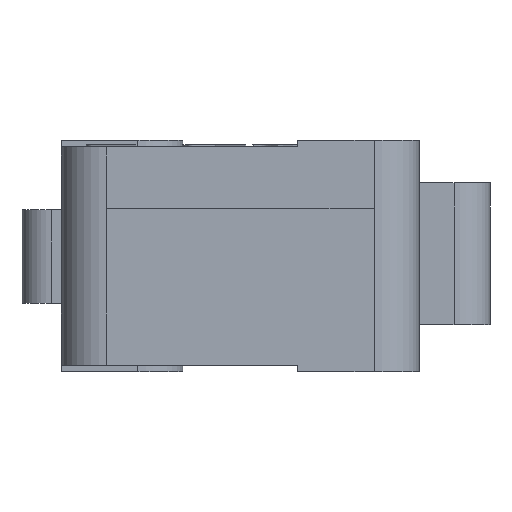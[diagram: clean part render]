
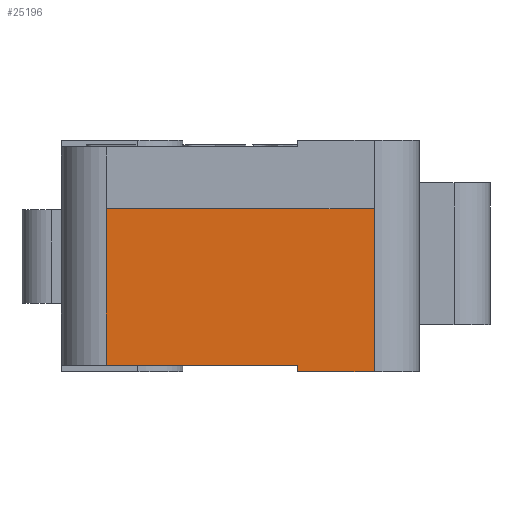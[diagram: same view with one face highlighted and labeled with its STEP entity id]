
A CAD part, left-side view. The second image highlights one B-rep face of the part: STEP entity #25196.
In plain terms, the highlighted planar face has unit normal (-1, 0, 0).
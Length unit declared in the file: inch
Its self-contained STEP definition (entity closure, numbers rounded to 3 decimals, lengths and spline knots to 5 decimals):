
#15367=CARTESIAN_POINT('',(-1.1378,0.25295,0.28543));
#15368=VERTEX_POINT('',#15367);
#15393=CARTESIAN_POINT('',(-1.1378,0.25295,0.01181));
#15394=VERTEX_POINT('',#15393);
#15402=CARTESIAN_POINT('',(-1.1378,0.25295,0.01181));
#15403=DIRECTION('',(0.0,0.0,1.0));
#15404=VECTOR('',#15403,0.27362);
#15405=LINE('',#15402,#15404);
#15406=EDGE_CURVE('',#15394,#15368,#15405,.T.);
#15445=CARTESIAN_POINT('',(-1.1378,-0.21555,0.28543));
#15446=VERTEX_POINT('',#15445);
#15447=CARTESIAN_POINT('',(-1.1378,-0.21555,0.28543));
#15448=DIRECTION('',(0.0,1.0,0.0));
#15449=VECTOR('',#15448,0.4685);
#15450=LINE('',#15447,#15449);
#15451=EDGE_CURVE('',#15446,#15368,#15450,.T.);
#15538=CARTESIAN_POINT('',(-1.1378,-0.21555,0.0));
#15539=VERTEX_POINT('',#15538);
#15540=CARTESIAN_POINT('',(-1.1378,-0.21555,0.0));
#15541=DIRECTION('',(0.0,0.0,1.0));
#15542=VECTOR('',#15541,0.28543);
#15543=LINE('',#15540,#15542);
#15544=EDGE_CURVE('',#15539,#15446,#15543,.T.);
#24820=CARTESIAN_POINT('',(-1.1378,-0.08169,0.01181));
#24821=VERTEX_POINT('',#24820);
#24829=CARTESIAN_POINT('',(-1.1378,-0.08169,0.0));
#24830=VERTEX_POINT('',#24829);
#24837=CARTESIAN_POINT('',(-1.1378,-0.08169,0.01181));
#24838=DIRECTION('',(0.0,0.0,-1.0));
#24839=VECTOR('',#24838,0.01181);
#24840=LINE('',#24837,#24839);
#24841=EDGE_CURVE('',#24821,#24830,#24840,.T.);
#24877=CARTESIAN_POINT('',(-1.1378,0.25295,0.01181));
#24878=DIRECTION('',(0.0,-1.0,0.0));
#24879=VECTOR('',#24878,0.33465);
#24880=LINE('',#24877,#24879);
#24881=EDGE_CURVE('',#15394,#24821,#24880,.T.);
#24928=CARTESIAN_POINT('',(-1.1378,-0.21555,0.0));
#24929=DIRECTION('',(0.0,1.0,0.0));
#24930=VECTOR('',#24929,0.13386);
#24931=LINE('',#24928,#24930);
#24932=EDGE_CURVE('',#15539,#24830,#24931,.T.);
#25183=CARTESIAN_POINT('',(-1.1378,-0.23898,-0.01427));
#25184=DIRECTION('',(-1.0,0.0,0.0));
#25185=DIRECTION('',(0.0,0.0,1.0));
#25186=AXIS2_PLACEMENT_3D('',#25183,#25184,#25185);
#25187=PLANE('',#25186);
#25188=ORIENTED_EDGE('',*,*,#15451,.T.);
#25189=ORIENTED_EDGE('',*,*,#15406,.F.);
#25190=ORIENTED_EDGE('',*,*,#24881,.T.);
#25191=ORIENTED_EDGE('',*,*,#24841,.T.);
#25192=ORIENTED_EDGE('',*,*,#24932,.F.);
#25193=ORIENTED_EDGE('',*,*,#15544,.T.);
#25194=EDGE_LOOP('',(#25188,#25189,#25190,#25191,#25192,#25193));
#25195=FACE_OUTER_BOUND('',#25194,.T.);
#25196=ADVANCED_FACE('',(#25195),#25187,.T.);
